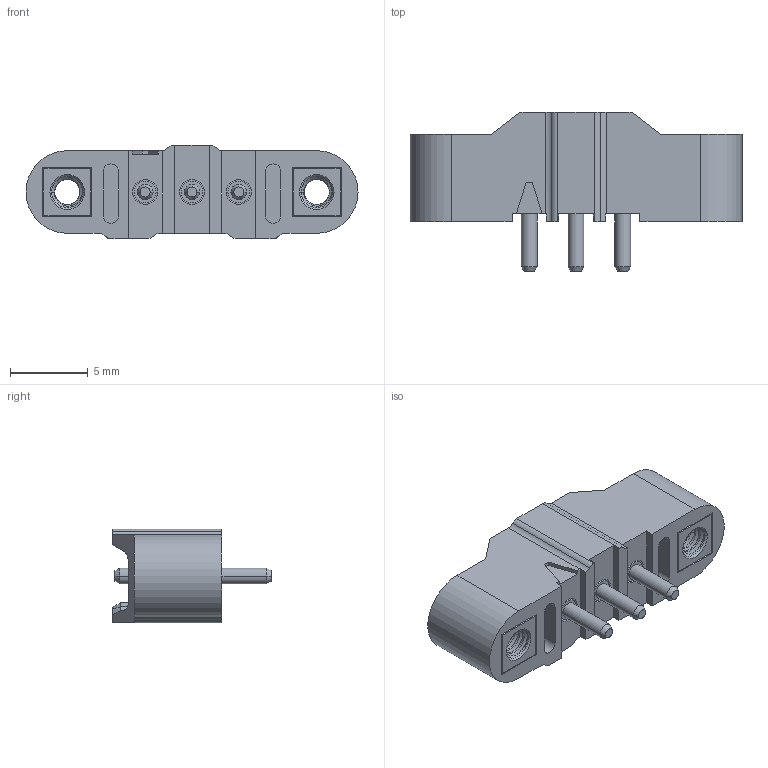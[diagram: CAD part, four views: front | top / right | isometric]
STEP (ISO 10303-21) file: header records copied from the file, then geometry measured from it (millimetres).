
FILE_DESCRIPTION((''),'2;1');
FILE_NAME('M300-MV10345M1_ASM','2014-11-04T',('mplested'),(''),'CREO PARAMETRIC BY PTC INC, 2014190','CREO PARAMETRIC BY PTC INC, 2014190','');
FILE_SCHEMA(('CONFIG_CONTROL_DESIGN'));
Length unit declared in the file: millimetre
Products named in the file (4): M300-322; M300-113; M80-210; M300-MV10345M1_ASM
Assembly tree (6 placements, depth 2):
  M300-MV10345M1_ASM
    M300-322
    M300-113  x3
    M80-210  x2
Bounding box: 21.3 x 10.2 x 6 mm (x, y, z)
Volume: 466.5 mm3; surface area: 1114.3 mm2
Topology: 6 solids, 8 shells, 401 faces, 1030 edges, 660 vertices
Faces by surface type: cylinder 198, plane 111, cone 68, bspline 24
Entity records: 13267 total; most frequent: CARTESIAN_POINT 5004, ORIENTED_EDGE 1300, DIRECTION 1258, PRESENTATION_STYLE_ASSIGNMENT 656, STYLED_ITEM 656, CURVE_STYLE 652, EDGE_CURVE 652, AXIS2_PLACEMENT_3D 454
